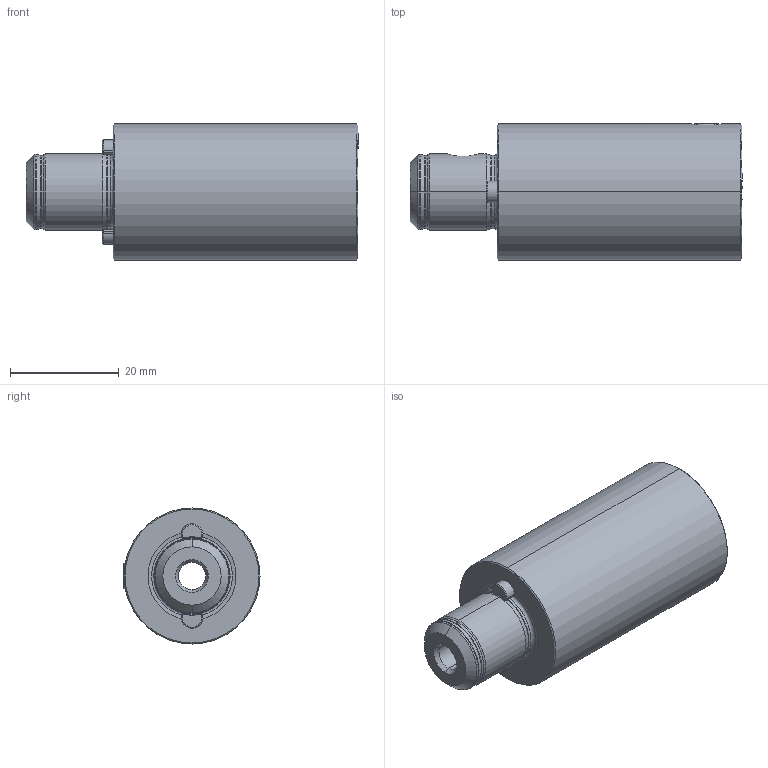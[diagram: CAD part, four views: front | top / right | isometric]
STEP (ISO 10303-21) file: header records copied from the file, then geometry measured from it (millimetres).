
FILE_DESCRIPTION (( 'STEP AP214' ), '1' );
FILE_NAME ('164.025.025.045.STEP', '2018-09-18T11:10:05', ( 'SWIAdmin' ), ( 'Hewlett-Packard Company' ), 'SwSTEP 2.0', 'SolidWorks 2017', '' );
FILE_SCHEMA (( 'AUTOMOTIVE_DESIGN' ));
Length unit declared in the file: millimetre
Products named in the file (4): ST2-ER2.001.006_A; ST2-ER1.001.006_A; ST2-ST2.K01.045_B; 164.025.025.045
Assembly tree (4 placements, depth 2):
  164.025.025.045
    ST2-ST2.K01.045_B
    ST2-ER1.001.006_A
    ST2-ER2.001.006_A  x2
Bounding box: 61 x 25 x 25 mm (x, y, z)
Volume: 20795.2 mm3; surface area: 7005.9 mm2
Topology: 4 solids, 4 shells, 156 faces, 358 edges, 206 vertices
Faces by surface type: cone 54, cylinder 45, plane 32, torus 23, bspline 2
Entity records: 4466 total; most frequent: CARTESIAN_POINT 1214, DIRECTION 694, ORIENTED_EDGE 612, EDGE_CURVE 306, AXIS2_PLACEMENT_3D 289, VERTEX_POINT 179, CIRCLE 149, EDGE_LOOP 143
